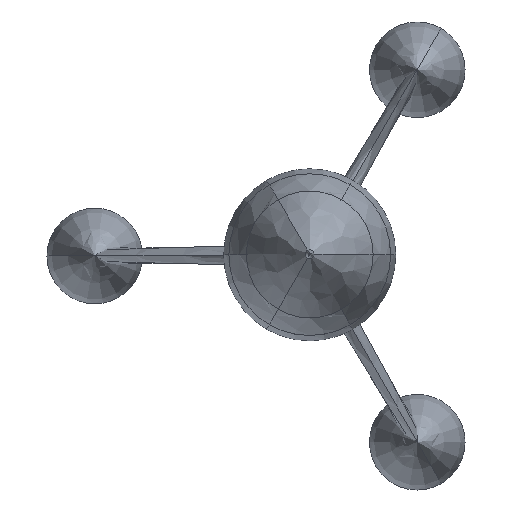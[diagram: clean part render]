
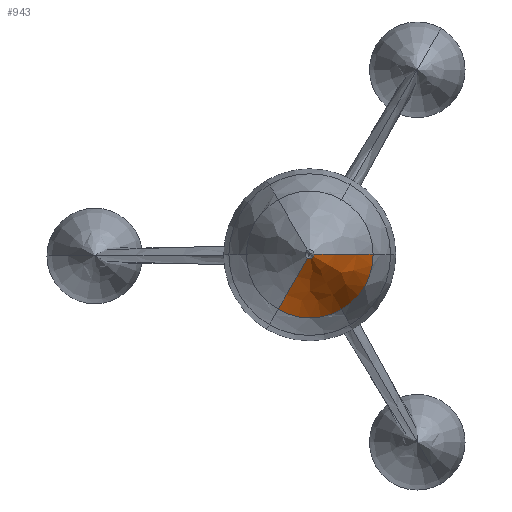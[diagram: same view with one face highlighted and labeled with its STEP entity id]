
A CAD part, top view. The second image highlights one B-rep face of the part: STEP entity #943.
In plain terms, the highlighted face is a revolution surface.
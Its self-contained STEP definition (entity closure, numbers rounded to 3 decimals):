
#850 = EDGE_CURVE('',#851,#853,#855,.T.);
#851 = VERTEX_POINT('',#852);
#852 = CARTESIAN_POINT('',(-13.269,0.,140.));
#853 = VERTEX_POINT('',#854);
#854 = CARTESIAN_POINT('',(6.635,-11.492,140.));
#855 = SURFACE_CURVE('',#856,(#861,#873),.PCURVE_S1.);
#856 = CIRCLE('',#857,13.269);
#857 = AXIS2_PLACEMENT_3D('',#858,#859,#860);
#858 = CARTESIAN_POINT('',(0.,0.,140.));
#859 = DIRECTION('',(0.,0.,1.));
#860 = DIRECTION('',(-1.,0.,0.));
#861 = PCURVE('',#862,#867);
#862 = PLANE('',#863);
#863 = AXIS2_PLACEMENT_3D('',#864,#865,#866);
#864 = CARTESIAN_POINT('',(0.,0.,140.));
#865 = DIRECTION('',(0.,0.,1.));
#866 = DIRECTION('',(-1.,0.,0.));
#867 = DEFINITIONAL_REPRESENTATION('',(#868),#872);
#868 = CIRCLE('',#869,13.269);
#869 = AXIS2_PLACEMENT_2D('',#870,#871);
#870 = CARTESIAN_POINT('',(0.,0.));
#871 = DIRECTION('',(1.,0.));
#872 = ( GEOMETRIC_REPRESENTATION_CONTEXT(2) 
PARAMETRIC_REPRESENTATION_CONTEXT() REPRESENTATION_CONTEXT('2D SPACE',''
  ) );
#873 = PCURVE('',#874,#883);
#874 = SURFACE_OF_REVOLUTION('',#875,#880);
#875 = CIRCLE('',#876,159.21);
#876 = AXIS2_PLACEMENT_3D('',#877,#878,#879);
#877 = CARTESIAN_POINT('',(141.203,0.,
    101.451));
#878 = DIRECTION('',(0.,-1.,0.));
#879 = DIRECTION('',(1.,0.,0.));
#880 = AXIS1_PLACEMENT('',#881,#882);
#881 = CARTESIAN_POINT('',(0.,0.,0.));
#882 = DIRECTION('',(0.,0.,1.));
#883 = DEFINITIONAL_REPRESENTATION('',(#884),#888);
#884 = LINE('',#885,#886);
#885 = CARTESIAN_POINT('',(0.,2.897));
#886 = VECTOR('',#887,1.);
#887 = DIRECTION('',(1.,0.));
#888 = ( GEOMETRIC_REPRESENTATION_CONTEXT(2) 
PARAMETRIC_REPRESENTATION_CONTEXT() REPRESENTATION_CONTEXT('2D SPACE',''
  ) );
#906 = PLANE('',#907);
#907 = AXIS2_PLACEMENT_3D('',#908,#909,#910);
#908 = CARTESIAN_POINT('',(2.097,-3.633,
    154.894));
#909 = DIRECTION('',(-0.866,-0.5,0.));
#910 = DIRECTION('',(0.,0.,1.));
#932 = PLANE('',#933);
#933 = AXIS2_PLACEMENT_3D('',#934,#935,#936);
#934 = CARTESIAN_POINT('',(-4.195,0.,
    154.894));
#935 = DIRECTION('',(0.,1.,0.));
#936 = DIRECTION('',(0.,0.,1.));
#943 = ADVANCED_FACE('',(#944),#874,.F.);
#944 = FACE_BOUND('',#945,.F.);
#945 = EDGE_LOOP('',(#946,#974,#975));
#946 = ORIENTED_EDGE('',*,*,#947,.T.);
#947 = EDGE_CURVE('',#948,#853,#950,.T.);
#948 = VERTEX_POINT('',#949);
#949 = CARTESIAN_POINT('',(0.,0.,175.));
#950 = SURFACE_CURVE('',#951,(#956,#963),.PCURVE_S1.);
#951 = CIRCLE('',#952,159.21);
#952 = AXIS2_PLACEMENT_3D('',#953,#954,#955);
#953 = CARTESIAN_POINT('',(-70.602,122.286,
    101.451));
#954 = DIRECTION('',(0.866,0.5,0.));
#955 = DIRECTION('',(-0.5,0.866,0.));
#956 = PCURVE('',#874,#957);
#957 = DEFINITIONAL_REPRESENTATION('',(#958),#962);
#958 = LINE('',#959,#960);
#959 = CARTESIAN_POINT('',(2.094,0.));
#960 = VECTOR('',#961,1.);
#961 = DIRECTION('',(0.,1.));
#962 = ( GEOMETRIC_REPRESENTATION_CONTEXT(2) 
PARAMETRIC_REPRESENTATION_CONTEXT() REPRESENTATION_CONTEXT('2D SPACE',''
  ) );
#963 = PCURVE('',#906,#964);
#964 = DEFINITIONAL_REPRESENTATION('',(#965),#973);
#965 = ( BOUNDED_CURVE() B_SPLINE_CURVE(2,(#966,#967,#968,#969,#970,#971
,#972),.UNSPECIFIED.,.T.,.F.) B_SPLINE_CURVE_WITH_KNOTS((1,2,2,2,2,1),(
    -2.094,0.,2.094,4.189,6.283,
8.378),.UNSPECIFIED.) CURVE() GEOMETRIC_REPRESENTATION_ITEM() 
RATIONAL_B_SPLINE_CURVE((1.,0.5,1.,0.5,1.,0.5,1.)) REPRESENTATION_ITEM(
  '') );
#966 = CARTESIAN_POINT('',(-53.443,304.608));
#967 = CARTESIAN_POINT('',(222.316,304.608));
#968 = CARTESIAN_POINT('',(84.436,65.793));
#969 = CARTESIAN_POINT('',(-53.443,-173.022));
#970 = CARTESIAN_POINT('',(-191.323,65.793));
#971 = CARTESIAN_POINT('',(-329.203,304.608));
#972 = CARTESIAN_POINT('',(-53.443,304.608));
#973 = ( GEOMETRIC_REPRESENTATION_CONTEXT(2) 
PARAMETRIC_REPRESENTATION_CONTEXT() REPRESENTATION_CONTEXT('2D SPACE',''
  ) );
#974 = ORIENTED_EDGE('',*,*,#850,.F.);
#975 = ORIENTED_EDGE('',*,*,#976,.F.);
#976 = EDGE_CURVE('',#948,#851,#977,.T.);
#977 = SURFACE_CURVE('',#978,(#983,#990),.PCURVE_S1.);
#978 = CIRCLE('',#979,159.21);
#979 = AXIS2_PLACEMENT_3D('',#980,#981,#982);
#980 = CARTESIAN_POINT('',(141.203,0.,
    101.451));
#981 = DIRECTION('',(0.,-1.,0.));
#982 = DIRECTION('',(1.,0.,0.));
#983 = PCURVE('',#874,#984);
#984 = DEFINITIONAL_REPRESENTATION('',(#985),#989);
#985 = LINE('',#986,#987);
#986 = CARTESIAN_POINT('',(0.,0.));
#987 = VECTOR('',#988,1.);
#988 = DIRECTION('',(0.,1.));
#989 = ( GEOMETRIC_REPRESENTATION_CONTEXT(2) 
PARAMETRIC_REPRESENTATION_CONTEXT() REPRESENTATION_CONTEXT('2D SPACE',''
  ) );
#990 = PCURVE('',#932,#991);
#991 = DEFINITIONAL_REPRESENTATION('',(#992),#1000);
#992 = ( BOUNDED_CURVE() B_SPLINE_CURVE(2,(#993,#994,#995,#996,#997,#998
,#999),.UNSPECIFIED.,.T.,.F.) B_SPLINE_CURVE_WITH_KNOTS((1,2,2,2,2,1),(
    -2.094,0.,2.094,4.189,6.283,
8.378),.UNSPECIFIED.) CURVE() GEOMETRIC_REPRESENTATION_ITEM() 
RATIONAL_B_SPLINE_CURVE((1.,0.5,1.,0.5,1.,0.5,1.)) REPRESENTATION_ITEM(
  '') );
#993 = CARTESIAN_POINT('',(-53.443,304.608));
#994 = CARTESIAN_POINT('',(222.316,304.608));
#995 = CARTESIAN_POINT('',(84.436,65.793));
#996 = CARTESIAN_POINT('',(-53.443,-173.022));
#997 = CARTESIAN_POINT('',(-191.323,65.793));
#998 = CARTESIAN_POINT('',(-329.203,304.608));
#999 = CARTESIAN_POINT('',(-53.443,304.608));
#1000 = ( GEOMETRIC_REPRESENTATION_CONTEXT(2) 
PARAMETRIC_REPRESENTATION_CONTEXT() REPRESENTATION_CONTEXT('2D SPACE',''
  ) );
